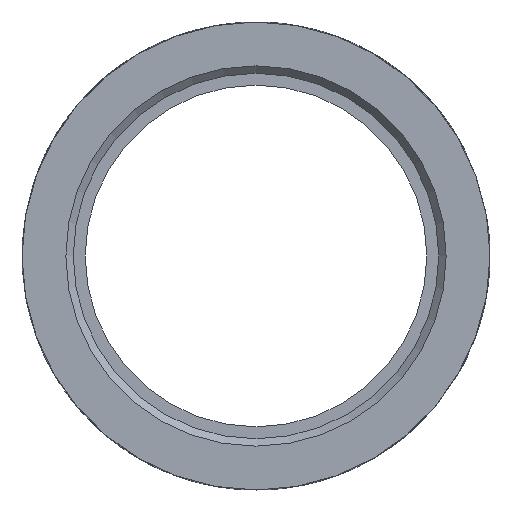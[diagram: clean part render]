
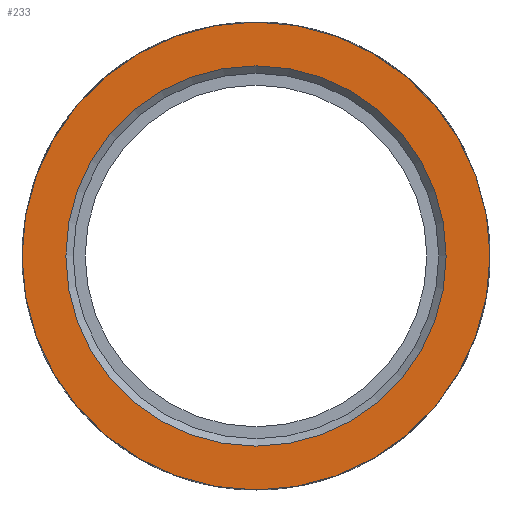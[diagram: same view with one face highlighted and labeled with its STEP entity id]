
A CAD part, left-side view. The second image highlights one B-rep face of the part: STEP entity #233.
In plain terms, the highlighted planar face has unit normal (-1, 0, 0).
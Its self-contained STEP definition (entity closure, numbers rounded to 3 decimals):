
#112=PLANE('',#2586);
#233=ADVANCED_FACE('',(#414,#415),#112,.T.);
#303=CIRCLE('',#2560,15.75);
#315=CIRCLE('',#2584,12.8);
#414=FACE_BOUND('',#563,.T.);
#415=FACE_BOUND('',#564,.T.);
#563=EDGE_LOOP('',(#1340));
#564=EDGE_LOOP('',(#1341));
#1340=ORIENTED_EDGE('',*,*,#2110,.T.);
#1341=ORIENTED_EDGE('',*,*,#2123,.F.);
#1720=VERTEX_POINT('',#5490);
#1733=VERTEX_POINT('',#5585);
#2110=EDGE_CURVE('',#1720,#1720,#303,.T.);
#2123=EDGE_CURVE('',#1733,#1733,#315,.T.);
#2560=AXIS2_PLACEMENT_3D('',#5489,#2712,#2713);
#2584=AXIS2_PLACEMENT_3D('',#5584,#2760,#2761);
#2586=AXIS2_PLACEMENT_3D('',#5587,#2764,#2765);
#2712=DIRECTION('',(-1.,0.,0.));
#2713=DIRECTION('',(0.,-1.,0.));
#2760=DIRECTION('',(-1.,0.,0.));
#2761=DIRECTION('',(0.,-1.,0.));
#2764=DIRECTION('',(-1.,0.,0.));
#2765=DIRECTION('',(0.,-1.,0.));
#5489=CARTESIAN_POINT('',(-25.52,0.,0.));
#5490=CARTESIAN_POINT('',(-25.52,-15.75,0.));
#5584=CARTESIAN_POINT('',(-25.52,0.,0.));
#5585=CARTESIAN_POINT('',(-25.52,-12.8,0.));
#5587=CARTESIAN_POINT('',(-25.52,0.,-12.8));
